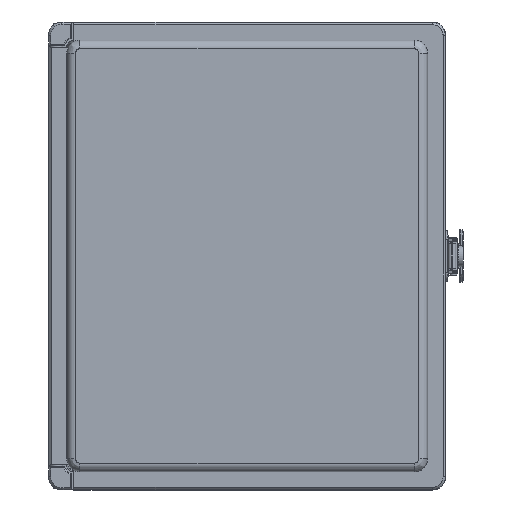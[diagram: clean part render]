
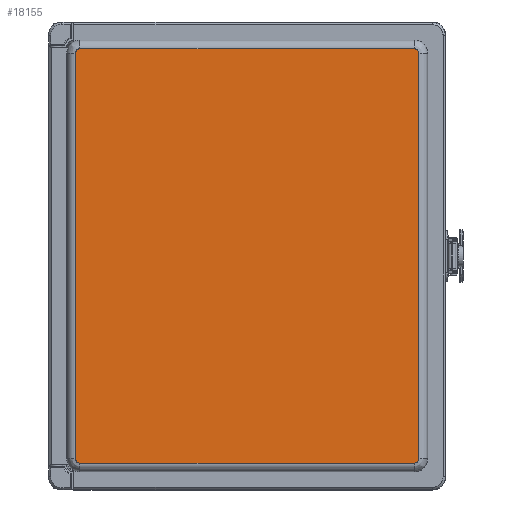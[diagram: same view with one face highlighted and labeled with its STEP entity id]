
A CAD part, top view. The second image highlights one B-rep face of the part: STEP entity #18155.
In plain terms, the highlighted planar face has unit normal (0, 0, 1).
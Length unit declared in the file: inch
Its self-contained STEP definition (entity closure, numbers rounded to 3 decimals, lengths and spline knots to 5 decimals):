
#1171=PLANE($,#20281);
#2284=LINE($,#38365,#3560);
#2286=LINE($,#38400,#3562);
#2288=LINE($,#38404,#3564);
#2289=LINE($,#38435,#3565);
#3560=VECTOR($,#25442,9.45704);
#3562=VECTOR($,#25462,11.45704);
#3564=VECTOR($,#25466,11.45704);
#3565=VECTOR($,#25483,9.45704);
#5093=FACE_OUTER_BOUND($,#6366,.T.);
#6366=EDGE_LOOP($,(#16079,#16080,#16081,#16082,#16083,#16084,#16085,#16086));
#7473=CIRCLE($,#20265,0.12012);
#7475=CIRCLE($,#20267,0.12012);
#7481=CIRCLE($,#20275,0.12012);
#7483=CIRCLE($,#20277,0.12012);
#9035=VERTEX_POINT($,#38362);
#9036=VERTEX_POINT($,#38364);
#9039=VERTEX_POINT($,#38379);
#9040=VERTEX_POINT($,#38392);
#9042=VERTEX_POINT($,#38398);
#9043=VERTEX_POINT($,#38403);
#9045=VERTEX_POINT($,#38416);
#9046=VERTEX_POINT($,#38429);
#11440=EDGE_CURVE($,#9035,#9036,#2284,.T.);
#11444=EDGE_CURVE($,#9039,#9035,#7473,.T.);
#11446=EDGE_CURVE($,#9036,#9040,#7475,.T.);
#11450=EDGE_CURVE($,#9042,#9039,#2286,.T.);
#11452=EDGE_CURVE($,#9040,#9043,#2288,.T.);
#11455=EDGE_CURVE($,#9045,#9042,#7481,.T.);
#11457=EDGE_CURVE($,#9043,#9046,#7483,.T.);
#11460=EDGE_CURVE($,#9046,#9045,#2289,.T.);
#16079=ORIENTED_EDGE($,*,*,#11440,.F.);
#16080=ORIENTED_EDGE($,*,*,#11444,.F.);
#16081=ORIENTED_EDGE($,*,*,#11450,.F.);
#16082=ORIENTED_EDGE($,*,*,#11455,.F.);
#16083=ORIENTED_EDGE($,*,*,#11460,.F.);
#16084=ORIENTED_EDGE($,*,*,#11457,.F.);
#16085=ORIENTED_EDGE($,*,*,#11452,.F.);
#16086=ORIENTED_EDGE($,*,*,#11446,.F.);
#18155=ADVANCED_FACE($,(#5093),#1171,.T.);
#20265=AXIS2_PLACEMENT_3D($,#38381,#25448,#25449);
#20267=AXIS2_PLACEMENT_3D($,#38393,#25452,#25453);
#20275=AXIS2_PLACEMENT_3D($,#38418,#25471,#25472);
#20277=AXIS2_PLACEMENT_3D($,#38430,#25475,#25476);
#20281=AXIS2_PLACEMENT_3D($,#38437,#25485,#25486);
#25442=DIRECTION($,(-1.,0.,0.));
#25448=DIRECTION('center_axis',(0.,0.,-1.));
#25449=DIRECTION('ref_axis',(0.707,-0.707,0.));
#25452=DIRECTION('center_axis',(0.,0.,-1.));
#25453=DIRECTION('ref_axis',(-0.707,-0.707,0.));
#25462=DIRECTION($,(0.,-1.,0.));
#25466=DIRECTION($,(0.,1.,0.));
#25471=DIRECTION('center_axis',(0.,0.,-1.));
#25472=DIRECTION('ref_axis',(0.707,0.707,0.));
#25475=DIRECTION('center_axis',(0.,0.,-1.));
#25476=DIRECTION('ref_axis',(-0.707,0.707,0.));
#25483=DIRECTION($,(1.,0.,0.));
#25485=DIRECTION('center_axis',(0.,0.,1.));
#25486=DIRECTION('ref_axis',(1.,0.,0.));
#38362=CARTESIAN_POINT('',(4.72852,-5.84863,1.));
#38364=CARTESIAN_POINT('',(-4.72852,-5.84863,1.));
#38365=CARTESIAN_POINT($,(4.72852,-5.84863,1.));
#38379=CARTESIAN_POINT('',(4.84863,-5.72852,1.));
#38381=CARTESIAN_POINT('Origin',(4.72852,-5.72852,1.));
#38392=CARTESIAN_POINT('',(-4.84863,-5.72852,1.));
#38393=CARTESIAN_POINT('Origin',(-4.72852,-5.72852,1.));
#38398=CARTESIAN_POINT('',(4.84863,5.72852,1.));
#38400=CARTESIAN_POINT($,(4.84863,5.72852,1.));
#38403=CARTESIAN_POINT('',(-4.84863,5.72852,1.));
#38404=CARTESIAN_POINT($,(-4.84863,-5.72852,1.));
#38416=CARTESIAN_POINT('',(4.72852,5.84863,1.));
#38418=CARTESIAN_POINT('Origin',(4.72852,5.72852,1.));
#38429=CARTESIAN_POINT('',(-4.72852,5.84863,1.));
#38430=CARTESIAN_POINT('Origin',(-4.72852,5.72852,1.));
#38435=CARTESIAN_POINT($,(-4.72852,5.84863,1.));
#38437=CARTESIAN_POINT('Origin',(0.,0.,1.));
